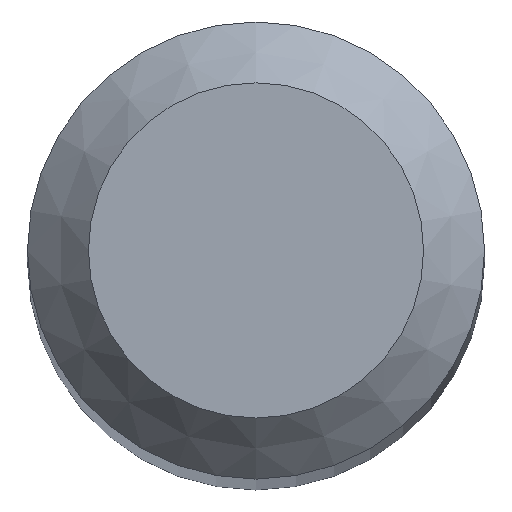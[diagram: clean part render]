
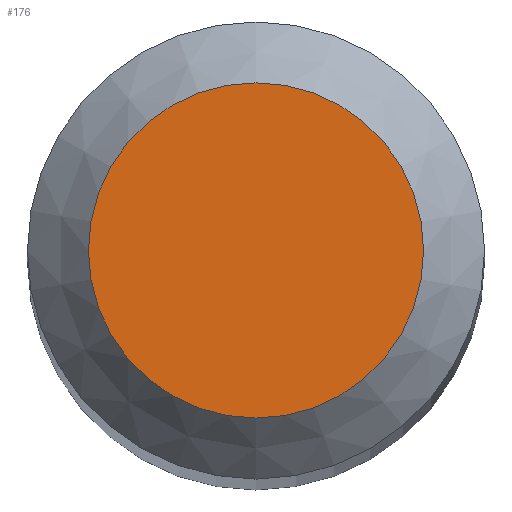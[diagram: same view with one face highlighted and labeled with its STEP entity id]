
A CAD part, top view. The second image highlights one B-rep face of the part: STEP entity #176.
In plain terms, the highlighted planar face has unit normal (0, 0, 1).
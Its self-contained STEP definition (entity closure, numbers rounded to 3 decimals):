
#18 = DIRECTION ( 'NONE',  ( 0., 1., 0. ) ) ;
#36 = DIRECTION ( 'NONE',  ( 0., 1., 0. ) ) ;
#48 = PLANE ( 'NONE',  #155 ) ;
#64 = CIRCLE ( 'NONE', #205, 0.55 ) ;
#69 = DIRECTION ( 'NONE',  ( 0., 0., -1. ) ) ;
#88 = CARTESIAN_POINT ( 'NONE',  ( 0., 0., 30. ) ) ;
#99 = ORIENTED_EDGE ( 'NONE', *, *, #113, .F. ) ;
#113 = EDGE_CURVE ( 'NONE', #149, #149, #64, .T. ) ;
#149 = VERTEX_POINT ( 'NONE', #196 ) ;
#153 = DIRECTION ( 'NONE',  ( 0., 0., -1. ) ) ;
#155 = AXIS2_PLACEMENT_3D ( 'NONE', #188, #69, #18 ) ;
#176 = ADVANCED_FACE ( 'NONE', ( #198 ), #48, .F. ) ;
#188 = CARTESIAN_POINT ( 'NONE',  ( 0., 0., 30. ) ) ;
#193 = EDGE_LOOP ( 'NONE', ( #99 ) ) ;
#196 = CARTESIAN_POINT ( 'NONE',  ( 0., 0.55, 30. ) ) ;
#198 = FACE_OUTER_BOUND ( 'NONE', #193, .T. ) ;
#205 = AXIS2_PLACEMENT_3D ( 'NONE', #88, #153, #36 ) ;
